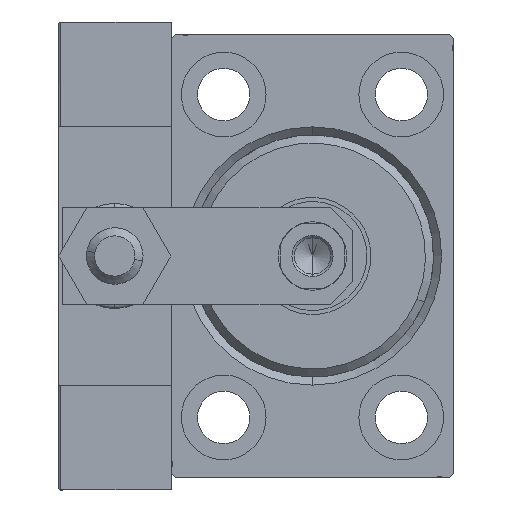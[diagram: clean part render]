
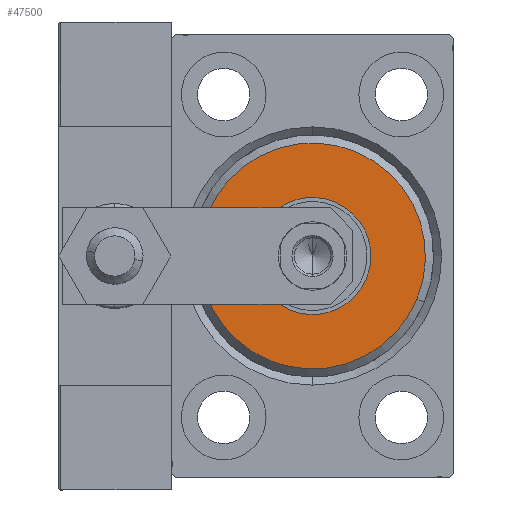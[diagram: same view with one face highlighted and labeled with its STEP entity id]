
A CAD part, left-side view. The second image highlights one B-rep face of the part: STEP entity #47500.
In plain terms, the highlighted face is planar.
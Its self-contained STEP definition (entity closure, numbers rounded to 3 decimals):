
#38 = EDGE_CURVE ( 'NONE', #26991, #45221, #10515, .T. ) ;
#2260 = VERTEX_POINT ( 'NONE', #36312 ) ;
#3188 = DIRECTION ( 'NONE',  ( 1., 0., 0. ) ) ;
#4209 = DIRECTION ( 'NONE',  ( 1., 0., 0. ) ) ;
#4522 = ORIENTED_EDGE ( 'NONE', *, *, #38, .F. ) ;
#4881 = AXIS2_PLACEMENT_3D ( 'NONE', #29008, #29245, #25111 ) ;
#6154 = CARTESIAN_POINT ( 'NONE',  ( 3., 0., 0. ) ) ;
#6510 = CIRCLE ( 'NONE', #44397, 14. ) ;
#6569 = CARTESIAN_POINT ( 'NONE',  ( 3., 0., 0. ) ) ;
#8840 = DIRECTION ( 'NONE',  ( 0., 0., -1. ) ) ;
#9574 = EDGE_CURVE ( 'NONE', #45221, #26991, #49664, .T. ) ;
#10515 = CIRCLE ( 'NONE', #40141, 7.25 ) ;
#11569 = AXIS2_PLACEMENT_3D ( 'NONE', #6569, #25910, #49096 ) ;
#12750 = EDGE_LOOP ( 'NONE', ( #48512, #36306 ) ) ;
#18171 = FACE_OUTER_BOUND ( 'NONE', #12750, .T. ) ;
#18413 = PLANE ( 'NONE',  #11569 ) ;
#18487 = DIRECTION ( 'NONE',  ( 0., 0., -1. ) ) ;
#19032 = EDGE_LOOP ( 'NONE', ( #29493, #4522 ) ) ;
#19769 = CARTESIAN_POINT ( 'NONE',  ( 3., 0., -14. ) ) ;
#25111 = DIRECTION ( 'NONE',  ( 0., 0., -1. ) ) ;
#25910 = DIRECTION ( 'NONE',  ( 1., 0., 0. ) ) ;
#26794 = EDGE_CURVE ( 'NONE', #31215, #2260, #6510, .T. ) ;
#26991 = VERTEX_POINT ( 'NONE', #31873 ) ;
#29008 = CARTESIAN_POINT ( 'NONE',  ( 3., 0., 0. ) ) ;
#29245 = DIRECTION ( 'NONE',  ( 1., 0., 0. ) ) ;
#29493 = ORIENTED_EDGE ( 'NONE', *, *, #9574, .F. ) ;
#29578 = CIRCLE ( 'NONE', #4881, 14. ) ;
#29789 = FACE_BOUND ( 'NONE', #19032, .T. ) ;
#31215 = VERTEX_POINT ( 'NONE', #19769 ) ;
#31873 = CARTESIAN_POINT ( 'NONE',  ( 3., 0., 7.25 ) ) ;
#36306 = ORIENTED_EDGE ( 'NONE', *, *, #26794, .T. ) ;
#36312 = CARTESIAN_POINT ( 'NONE',  ( 3., 0., 14. ) ) ;
#38770 = CARTESIAN_POINT ( 'NONE',  ( 3., 0., -7.25 ) ) ;
#40141 = AXIS2_PLACEMENT_3D ( 'NONE', #50599, #3188, #49826 ) ;
#40835 = EDGE_CURVE ( 'NONE', #2260, #31215, #29578, .T. ) ;
#41449 = AXIS2_PLACEMENT_3D ( 'NONE', #43358, #4209, #8840 ) ;
#43358 = CARTESIAN_POINT ( 'NONE',  ( 3., 0., 0. ) ) ;
#44397 = AXIS2_PLACEMENT_3D ( 'NONE', #6154, #45047, #18487 ) ;
#45047 = DIRECTION ( 'NONE',  ( 1., 0., 0. ) ) ;
#45221 = VERTEX_POINT ( 'NONE', #38770 ) ;
#47500 = ADVANCED_FACE ( 'NONE', ( #18171, #29789 ), #18413, .T. ) ;
#48512 = ORIENTED_EDGE ( 'NONE', *, *, #40835, .T. ) ;
#49096 = DIRECTION ( 'NONE',  ( 0., 0., -1. ) ) ;
#49664 = CIRCLE ( 'NONE', #41449, 7.25 ) ;
#49826 = DIRECTION ( 'NONE',  ( 0., 0., -1. ) ) ;
#50599 = CARTESIAN_POINT ( 'NONE',  ( 3., 0., 0. ) ) ;
